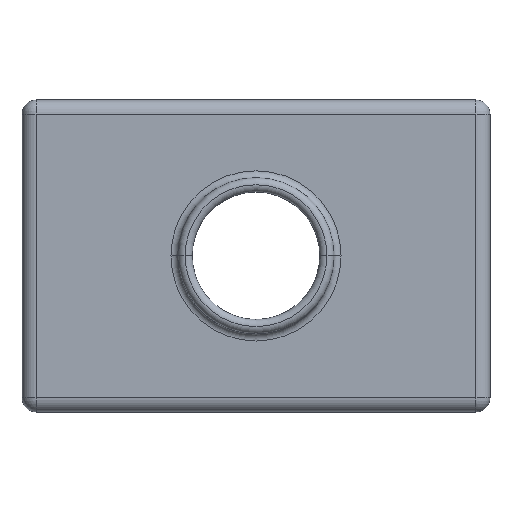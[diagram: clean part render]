
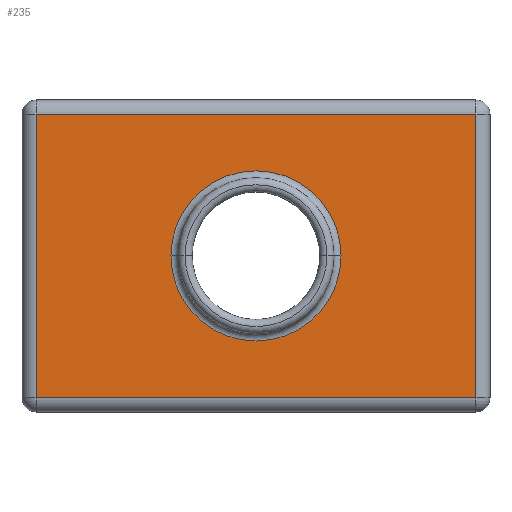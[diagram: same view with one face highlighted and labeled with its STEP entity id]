
A CAD part, top view. The second image highlights one B-rep face of the part: STEP entity #235.
In plain terms, the highlighted planar face has unit normal (0, 0, 1).
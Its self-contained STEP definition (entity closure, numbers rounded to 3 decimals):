
#38 = LINE ( 'NONE', #1081, #998 ) ;
#95 = DIRECTION ( 'NONE',  ( 0., 1., 0. ) ) ;
#101 = FACE_BOUND ( 'NONE', #180, .T. ) ;
#137 = DIRECTION ( 'NONE',  ( -1., 0., 0. ) ) ;
#180 = EDGE_LOOP ( 'NONE', ( #486, #493 ) ) ;
#199 = ORIENTED_EDGE ( 'NONE', *, *, #420, .T. ) ;
#211 = EDGE_CURVE ( 'NONE', #560, #1230, #521, .T. ) ;
#222 = DIRECTION ( 'NONE',  ( 0., 0., -1. ) ) ;
#231 = VECTOR ( 'NONE', #465, 1000. ) ;
#234 = DIRECTION ( 'NONE',  ( -1., 0., 0. ) ) ;
#235 = ADVANCED_FACE ( 'NONE', ( #811, #101 ), #511, .F. ) ;
#326 = VERTEX_POINT ( 'NONE', #548 ) ;
#369 = EDGE_CURVE ( 'NONE', #326, #990, #476, .T. ) ;
#377 = CARTESIAN_POINT ( 'NONE',  ( -31., 20., 11. ) ) ;
#391 = DIRECTION ( 'NONE',  ( 0., 0., -1. ) ) ;
#417 = CARTESIAN_POINT ( 'NONE',  ( 31., -20., 11. ) ) ;
#420 = EDGE_CURVE ( 'NONE', #1138, #1248, #495, .T. ) ;
#442 = EDGE_CURVE ( 'NONE', #1248, #326, #962, .T. ) ;
#452 = CARTESIAN_POINT ( 'NONE',  ( 0., 20., 11. ) ) ;
#455 = VECTOR ( 'NONE', #652, 1000. ) ;
#465 = DIRECTION ( 'NONE',  ( -1., 0., 0. ) ) ;
#476 = LINE ( 'NONE', #564, #455 ) ;
#486 = ORIENTED_EDGE ( 'NONE', *, *, #752, .T. ) ;
#493 = ORIENTED_EDGE ( 'NONE', *, *, #211, .T. ) ;
#495 = LINE ( 'NONE', #452, #231 ) ;
#497 = EDGE_LOOP ( 'NONE', ( #199, #716, #1264, #524 ) ) ;
#511 = PLANE ( 'NONE',  #761 ) ;
#521 = CIRCLE ( 'NONE', #584, 12. ) ;
#524 = ORIENTED_EDGE ( 'NONE', *, *, #566, .T. ) ;
#548 = CARTESIAN_POINT ( 'NONE',  ( -31., -20., 11. ) ) ;
#560 = VERTEX_POINT ( 'NONE', #1273 ) ;
#563 = CARTESIAN_POINT ( 'NONE',  ( -12., 0., 11. ) ) ;
#564 = CARTESIAN_POINT ( 'NONE',  ( 0., -20., 11. ) ) ;
#566 = EDGE_CURVE ( 'NONE', #990, #1138, #38, .T. ) ;
#576 = CARTESIAN_POINT ( 'NONE',  ( -31., 0., 11. ) ) ;
#584 = AXIS2_PLACEMENT_3D ( 'NONE', #1084, #391, #688 ) ;
#631 = DIRECTION ( 'NONE',  ( 0., 0., -1. ) ) ;
#639 = CARTESIAN_POINT ( 'NONE',  ( 0., 0., 11. ) ) ;
#652 = DIRECTION ( 'NONE',  ( 1., 0., 0. ) ) ;
#688 = DIRECTION ( 'NONE',  ( -1., 0., 0. ) ) ;
#716 = ORIENTED_EDGE ( 'NONE', *, *, #442, .T. ) ;
#752 = EDGE_CURVE ( 'NONE', #1230, #560, #1070, .T. ) ;
#761 = AXIS2_PLACEMENT_3D ( 'NONE', #919, #222, #234 ) ;
#811 = FACE_OUTER_BOUND ( 'NONE', #497, .T. ) ;
#871 = AXIS2_PLACEMENT_3D ( 'NONE', #639, #631, #137 ) ;
#892 = VECTOR ( 'NONE', #1265, 1000. ) ;
#919 = CARTESIAN_POINT ( 'NONE',  ( 0., 0., 11. ) ) ;
#962 = LINE ( 'NONE', #576, #892 ) ;
#990 = VERTEX_POINT ( 'NONE', #417 ) ;
#998 = VECTOR ( 'NONE', #95, 1000. ) ;
#1070 = CIRCLE ( 'NONE', #871, 12. ) ;
#1081 = CARTESIAN_POINT ( 'NONE',  ( 31., 0., 11. ) ) ;
#1084 = CARTESIAN_POINT ( 'NONE',  ( 0., 0., 11. ) ) ;
#1138 = VERTEX_POINT ( 'NONE', #1246 ) ;
#1230 = VERTEX_POINT ( 'NONE', #563 ) ;
#1246 = CARTESIAN_POINT ( 'NONE',  ( 31., 20., 11. ) ) ;
#1248 = VERTEX_POINT ( 'NONE', #377 ) ;
#1264 = ORIENTED_EDGE ( 'NONE', *, *, #369, .T. ) ;
#1265 = DIRECTION ( 'NONE',  ( 0., -1., 0. ) ) ;
#1273 = CARTESIAN_POINT ( 'NONE',  ( 12., 0., 11. ) ) ;
